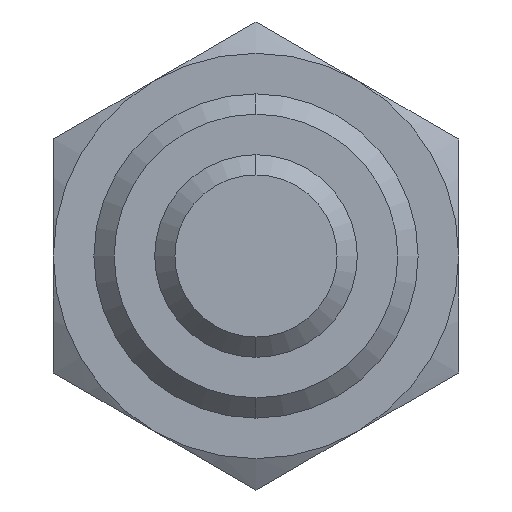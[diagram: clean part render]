
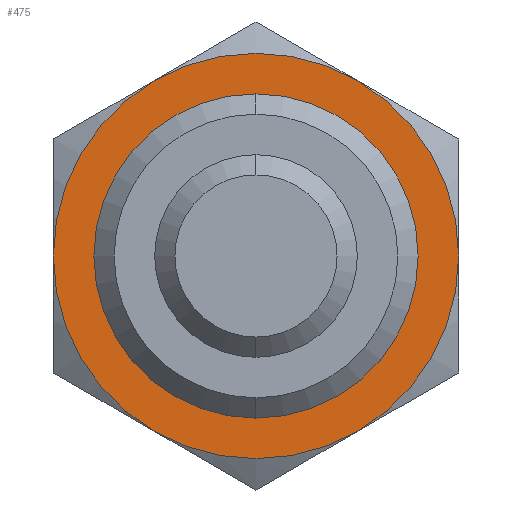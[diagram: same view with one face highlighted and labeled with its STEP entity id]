
A CAD part, front view. The second image highlights one B-rep face of the part: STEP entity #475.
In plain terms, the highlighted planar face has unit normal (0, -1, 0).
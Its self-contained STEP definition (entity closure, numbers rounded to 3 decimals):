
#14 = EDGE_CURVE ( 'Defeature ausgef�hrt1_25+Defeature ausgef�hrt1_20+Defeature ausgef�hrt1_21+Defeature ausgef�hrt1_19', #682, #2772, #598, .T. ) ;
#56 = CIRCLE ( 'NONE', #2941, 5. ) ;
#87 = ORIENTED_EDGE ( 'NONE', *, *, #940, .F. ) ;
#137 = CARTESIAN_POINT ( 'NONE',  ( 0., -20.4, 0. ) ) ;
#167 = CARTESIAN_POINT ( 'NONE',  ( 0., -20.4, 0. ) ) ;
#180 = ORIENTED_EDGE ( 'NONE', *, *, #846, .F. ) ;
#220 = AXIS2_PLACEMENT_3D ( 'NONE', #137, #1010, #2650 ) ;
#278 = ORIENTED_EDGE ( 'NONE', *, *, #14, .T. ) ;
#317 = EDGE_CURVE ( 'Defeature ausgef�hrt1_19+Defeature ausgef�hrt1_25+Defeature ausgef�hrt1_17+Defeature ausgef�hrt1_16', #3009, #2772, #56, .T. ) ;
#330 = EDGE_CURVE ( 'Defeature ausgef�hrt1_8+Defeature ausgef�hrt1_25+Defeature ausgef�hrt1_25+Defeature ausgef�hrt1_25', #1713, #1902, #1501, .T. ) ;
#336 = PLANE ( 'NONE',  #1308 ) ;
#378 = AXIS2_PLACEMENT_3D ( 'NONE', #417, #2069, #653 ) ;
#390 = AXIS2_PLACEMENT_3D ( 'NONE', #1069, #808, #1313 ) ;
#391 = CIRCLE ( 'NONE', #1335, 5. ) ;
#395 = EDGE_CURVE ( 'Defeature ausgef�hrt1_23+Defeature ausgef�hrt1_25+Defeature ausgef�hrt1_26+Defeature ausgef�hrt1_18', #2999, #2766, #391, .T. ) ;
#417 = CARTESIAN_POINT ( 'NONE',  ( 0., -20.4, 0. ) ) ;
#475 = ADVANCED_FACE ( 'Defeature ausgef�hrt1_25', ( #868, #777 ), #336, .F. ) ;
#524 = ORIENTED_EDGE ( 'NONE', *, *, #395, .F. ) ;
#586 = AXIS2_PLACEMENT_3D ( 'NONE', #1535, #2714, #833 ) ;
#598 = CIRCLE ( 'NONE', #586, 5. ) ;
#632 = DIRECTION ( 'NONE',  ( 0., -1., 0. ) ) ;
#645 = AXIS2_PLACEMENT_3D ( 'NONE', #167, #632, #1618 ) ;
#653 = DIRECTION ( 'NONE',  ( -1., 0., 0. ) ) ;
#674 = ORIENTED_EDGE ( 'NONE', *, *, #317, .F. ) ;
#678 = CARTESIAN_POINT ( 'NONE',  ( -2.5, -20.4, 4.33 ) ) ;
#682 = VERTEX_POINT ( 'NONE', #2460 ) ;
#768 = ORIENTED_EDGE ( 'NONE', *, *, #330, .F. ) ;
#777 = FACE_OUTER_BOUND ( 'NONE', #1506, .T. ) ;
#800 = DIRECTION ( 'NONE',  ( 0., 1., 0. ) ) ;
#808 = DIRECTION ( 'NONE',  ( 0., 1., 0. ) ) ;
#833 = DIRECTION ( 'NONE',  ( 1., 0., 0. ) ) ;
#836 = CARTESIAN_POINT ( 'NONE',  ( 0., -20.4, 3. ) ) ;
#846 = EDGE_CURVE ( 'Defeature ausgef�hrt1_22+Defeature ausgef�hrt1_25+Defeature ausgef�hrt1_14+Defeature ausgef�hrt1_26', #1391, #2999, #2648, .T. ) ;
#868 = FACE_BOUND ( 'NONE', #1608, .T. ) ;
#884 = CARTESIAN_POINT ( 'NONE',  ( 2.5, -20.4, 4.33 ) ) ;
#940 = EDGE_CURVE ( 'Defeature ausgef�hrt1_8+Defeature ausgef�hrt1_25+Defeature ausgef�hrt1_25+Defeature ausgef�hrt1_25', #1902, #1713, #1362, .T. ) ;
#1010 = DIRECTION ( 'NONE',  ( 0., -1., 0. ) ) ;
#1022 = DIRECTION ( 'NONE',  ( -1., 0., 0. ) ) ;
#1069 = CARTESIAN_POINT ( 'NONE',  ( 0., -20.4, 0. ) ) ;
#1236 = CARTESIAN_POINT ( 'NONE',  ( 0., -20.4, 0. ) ) ;
#1308 = AXIS2_PLACEMENT_3D ( 'NONE', #2431, #800, #1793 ) ;
#1309 = DIRECTION ( 'NONE',  ( 0., 1., 0. ) ) ;
#1313 = DIRECTION ( 'NONE',  ( -1., 0., 0. ) ) ;
#1314 = CIRCLE ( 'NONE', #378, 5. ) ;
#1335 = AXIS2_PLACEMENT_3D ( 'NONE', #2424, #1982, #1022 ) ;
#1362 = CIRCLE ( 'NONE', #645, 3. ) ;
#1391 = VERTEX_POINT ( 'NONE', #2952 ) ;
#1412 = EDGE_CURVE ( 'Defeature ausgef�hrt1_24+Defeature ausgef�hrt1_25+Defeature ausgef�hrt1_18+Defeature ausgef�hrt1_17', #2766, #3009, #1314, .T. ) ;
#1445 = EDGE_CURVE ( 'Defeature ausgef�hrt1_21+Defeature ausgef�hrt1_25+Defeature ausgef�hrt1_15+Defeature ausgef�hrt1_14', #682, #1391, #2249, .T. ) ;
#1501 = CIRCLE ( 'NONE', #220, 3. ) ;
#1506 = EDGE_LOOP ( 'NONE', ( #1610, #524, #180, #2474, #278, #674 ) ) ;
#1535 = CARTESIAN_POINT ( 'NONE',  ( 0., -20.4, 0. ) ) ;
#1569 = CARTESIAN_POINT ( 'NONE',  ( -5., -20.4, 0. ) ) ;
#1608 = EDGE_LOOP ( 'NONE', ( #768, #87 ) ) ;
#1610 = ORIENTED_EDGE ( 'NONE', *, *, #1412, .F. ) ;
#1618 = DIRECTION ( 'NONE',  ( -1., 0., 0. ) ) ;
#1713 = VERTEX_POINT ( 'NONE', #836 ) ;
#1793 = DIRECTION ( 'NONE',  ( -1., 0., 0. ) ) ;
#1902 = VERTEX_POINT ( 'NONE', #2325 ) ;
#1921 = DIRECTION ( 'NONE',  ( 0., 1., 0. ) ) ;
#1982 = DIRECTION ( 'NONE',  ( 0., 1., 0. ) ) ;
#1999 = AXIS2_PLACEMENT_3D ( 'NONE', #1236, #1921, #2165 ) ;
#2069 = DIRECTION ( 'NONE',  ( 0., 1., 0. ) ) ;
#2165 = DIRECTION ( 'NONE',  ( -1., 0., 0. ) ) ;
#2249 = CIRCLE ( 'NONE', #1999, 5. ) ;
#2325 = CARTESIAN_POINT ( 'NONE',  ( 0., -20.4, -3. ) ) ;
#2424 = CARTESIAN_POINT ( 'NONE',  ( 0., -20.4, 0. ) ) ;
#2431 = CARTESIAN_POINT ( 'NONE',  ( 0., -20.4, 5.774 ) ) ;
#2451 = DIRECTION ( 'NONE',  ( -1., 0., 0. ) ) ;
#2460 = CARTESIAN_POINT ( 'NONE',  ( 5., -20.4, 0. ) ) ;
#2463 = CARTESIAN_POINT ( 'NONE',  ( -2.5, -20.4, -4.33 ) ) ;
#2474 = ORIENTED_EDGE ( 'NONE', *, *, #1445, .F. ) ;
#2648 = CIRCLE ( 'NONE', #390, 5. ) ;
#2650 = DIRECTION ( 'NONE',  ( -1., 0., 0. ) ) ;
#2696 = CARTESIAN_POINT ( 'NONE',  ( 0., -20.4, 0. ) ) ;
#2714 = DIRECTION ( 'NONE',  ( 0., -1., 0. ) ) ;
#2766 = VERTEX_POINT ( 'NONE', #1569 ) ;
#2772 = VERTEX_POINT ( 'NONE', #884 ) ;
#2941 = AXIS2_PLACEMENT_3D ( 'NONE', #2696, #1309, #2451 ) ;
#2952 = CARTESIAN_POINT ( 'NONE',  ( 2.5, -20.4, -4.33 ) ) ;
#2999 = VERTEX_POINT ( 'NONE', #2463 ) ;
#3009 = VERTEX_POINT ( 'NONE', #678 ) ;
